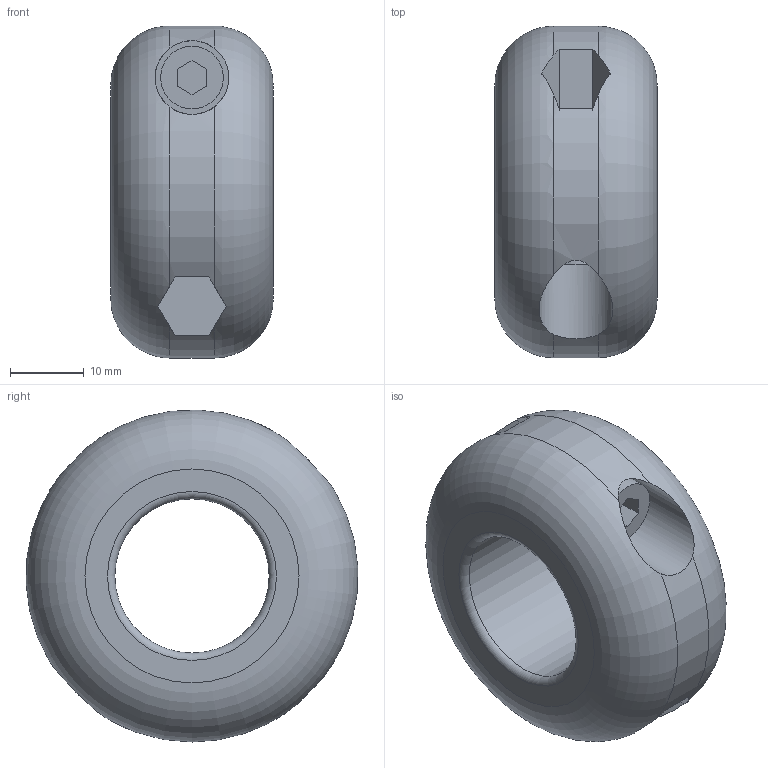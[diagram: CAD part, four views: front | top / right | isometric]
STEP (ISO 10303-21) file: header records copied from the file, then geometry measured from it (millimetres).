
FILE_DESCRIPTION( ( 'STEP AP203' ), '1' );
FILE_NAME( 'FLEXA RQPRO 5524.021.200.stp', '2020-03-24T10:21:46', ( 'License CC BY-ND 4.0' ), ( 'CADENAS' ), ' ', 'PARTsolutions', ' ' );
FILE_SCHEMA( ( 'CONFIG_CONTROL_DESIGN' ) );
Length unit declared in the file: millimetre
Products named in the file (1): _FLEXA RQPRO 5524.021.200
Bounding box: 22 x 44.95 x 44.99 mm (x, y, z)
Volume: 21347.9 mm3; surface area: 7468.1 mm2
Topology: 1 solids, 1 shells, 47 faces, 122 edges, 81 vertices
Faces by surface type: plane 34, cylinder 9, torus 4
Full cylindrical faces by diameter (mm): 8.5 x2, 10 x2, 20.9 x1
Entity records: 1546 total; most frequent: CARTESIAN_POINT 416, DIRECTION 216, ORIENTED_EDGE 216, EDGE_CURVE 108, AXIS2_PLACEMENT_3D 76, VERTEX_POINT 76, LINE 64, VECTOR 64
